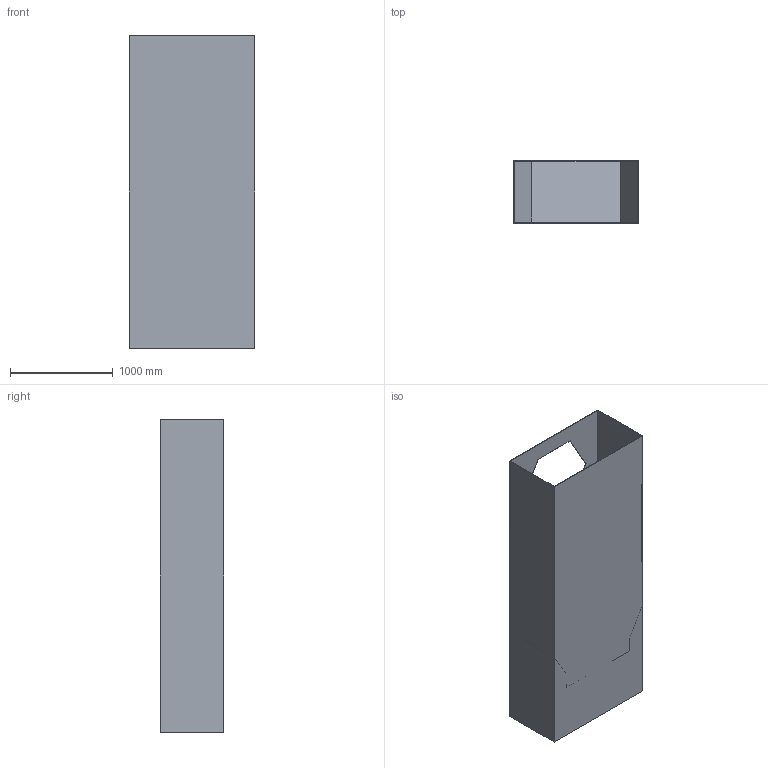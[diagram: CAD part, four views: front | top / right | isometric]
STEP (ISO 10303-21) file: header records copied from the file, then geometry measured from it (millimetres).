
FILE_DESCRIPTION(/* description */ (''),/* implementation_level */ '2;1');
FILE_NAME(/* name */ 'power-port.step',/* time_stamp */ '2021-02-02T20:51:31-08:00',/* author */ (''),/* organization */ (''),/* preprocessor_version */ 'ST-DEVELOPER v18.1',/* originating_system */ 'Autodesk Translation Framework v9.7.1.1290',/* authorisation */ '');
FILE_SCHEMA (('AUTOMOTIVE_DESIGN { 1 0 10303 214 3 1 1 }'));
Length unit declared in the file: millimetre
Products named in the file (1): power-port
Bounding box: 1219.2 x 615.95 x 3048 mm (x, y, z)
Volume: 509682314.7 mm3; surface area: 20077509.3 mm2
Topology: 1 solids, 1 shells, 23 faces, 61 edges, 40 vertices
Faces by surface type: plane 23
Entity records: 740 total; most frequent: CARTESIAN_POINT 125, ORIENTED_EDGE 122, DIRECTION 109, LINE 61, VECTOR 61, EDGE_CURVE 61, VERTEX_POINT 40, EDGE_LOOP 27
